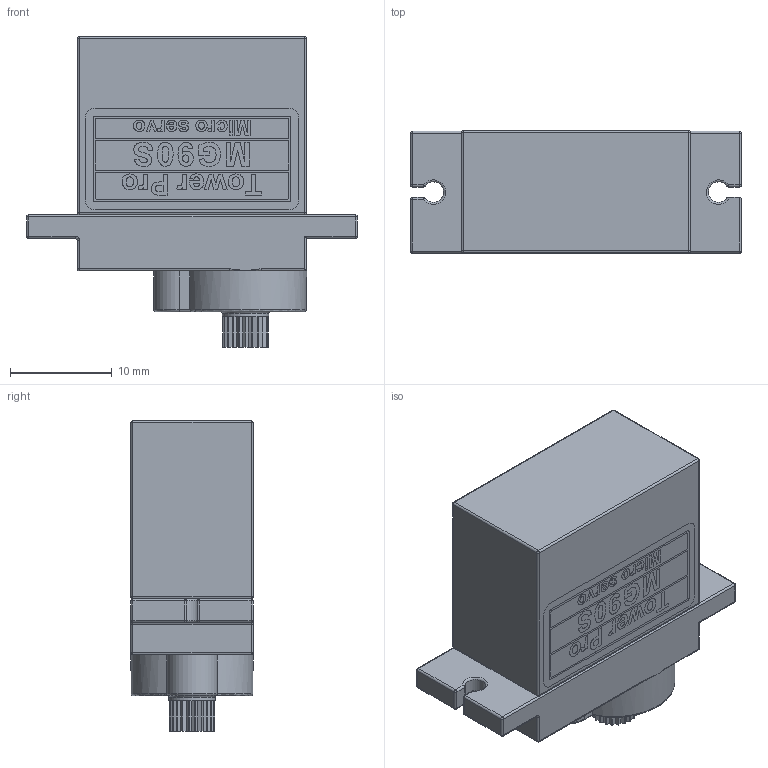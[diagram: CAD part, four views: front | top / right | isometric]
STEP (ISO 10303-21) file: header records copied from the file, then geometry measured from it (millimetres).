
FILE_DESCRIPTION(/* description */ (''),/* implementation_level */ '2;1');
FILE_NAME(/* name */ 'MG90s_servo.stp',/* time_stamp */ '2020-08-20T18:12:19+01:00',/* author */ ('ferrerx'),/* organization */ (''),/* preprocessor_version */ 'ST-DEVELOPER v18',/* originating_system */ 'Autodesk Inventor 2020',/* authorisation */ '');
FILE_SCHEMA (('AUTOMOTIVE_DESIGN { 1 0 10303 214 3 1 1 }'));
Length unit declared in the file: millimetre
Products named in the file (1): MG90s_servo (1)
Bounding box: 32.5 x 12 x 30.5 mm (x, y, z)
Volume: 7017.5 mm3; surface area: 3152.3 mm2
Topology: 2 solids, 2 shells, 571 faces, 1490 edges, 934 vertices
Faces by surface type: plane 270, bspline 155, cylinder 107, sphere 30, torus 9
Full cylindrical faces by diameter (mm): 4.55 x1
Entity records: 25864 total; most frequent: CARTESIAN_POINT 12336, ORIENTED_EDGE 2912, DIRECTION 2201, EDGE_CURVE 1456, VERTEX_POINT 934, LINE 915, VECTOR 915, AXIS2_PLACEMENT_3D 643
